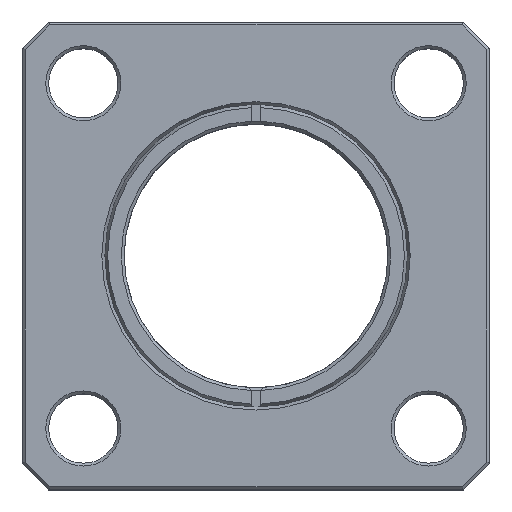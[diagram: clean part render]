
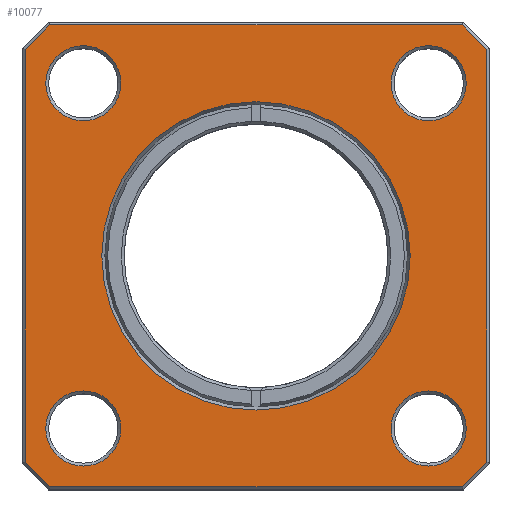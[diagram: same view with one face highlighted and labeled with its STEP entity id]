
A CAD part, top view. The second image highlights one B-rep face of the part: STEP entity #10077.
In plain terms, the highlighted planar face has unit normal (0, 0, 1).
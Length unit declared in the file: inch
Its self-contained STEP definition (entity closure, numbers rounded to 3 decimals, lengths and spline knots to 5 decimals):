
#213=PLANE('',#10769);
#570=FACE_BOUND('',#1664,.T.);
#571=FACE_BOUND('',#1665,.T.);
#572=FACE_BOUND('',#1666,.T.);
#573=FACE_BOUND('',#1667,.T.);
#574=FACE_BOUND('',#1668,.T.);
#1028=FACE_OUTER_BOUND('',#1663,.T.);
#1663=EDGE_LOOP('',(#7008,#7009,#7010,#7011,#7012,#7013,#7014,#7015));
#1664=EDGE_LOOP('',(#7016));
#1665=EDGE_LOOP('',(#7017));
#1666=EDGE_LOOP('',(#7018));
#1667=EDGE_LOOP('',(#7019));
#1668=EDGE_LOOP('',(#7020));
#2428=LINE('',#15433,#3294);
#2429=LINE('',#15435,#3295);
#2430=LINE('',#15437,#3296);
#2431=LINE('',#15439,#3297);
#2432=LINE('',#15441,#3298);
#2433=LINE('',#15443,#3299);
#2434=LINE('',#15445,#3300);
#2435=LINE('',#15446,#3301);
#3294=VECTOR('',#11829,39.37008);
#3295=VECTOR('',#11830,39.37008);
#3296=VECTOR('',#11831,39.37008);
#3297=VECTOR('',#11832,39.37008);
#3298=VECTOR('',#11833,39.37008);
#3299=VECTOR('',#11834,39.37008);
#3300=VECTOR('',#11835,39.37008);
#3301=VECTOR('',#11836,39.37008);
#3979=CIRCLE('',#10654,0.5275);
#3989=CIRCLE('',#10669,0.1285);
#3991=CIRCLE('',#10672,0.1285);
#3993=CIRCLE('',#10675,0.1285);
#3995=CIRCLE('',#10678,0.1285);
#4231=VERTEX_POINT('',#13733);
#4241=VERTEX_POINT('',#13763);
#4243=VERTEX_POINT('',#13769);
#4245=VERTEX_POINT('',#13775);
#4247=VERTEX_POINT('',#13781);
#4530=VERTEX_POINT('',#15431);
#4531=VERTEX_POINT('',#15432);
#4532=VERTEX_POINT('',#15434);
#4533=VERTEX_POINT('',#15436);
#4534=VERTEX_POINT('',#15438);
#4535=VERTEX_POINT('',#15440);
#4536=VERTEX_POINT('',#15442);
#4537=VERTEX_POINT('',#15444);
#5131=EDGE_CURVE('',#4231,#4231,#3979,.T.);
#5146=EDGE_CURVE('',#4241,#4241,#3989,.T.);
#5149=EDGE_CURVE('',#4243,#4243,#3991,.T.);
#5152=EDGE_CURVE('',#4245,#4245,#3993,.T.);
#5155=EDGE_CURVE('',#4247,#4247,#3995,.T.);
#5475=EDGE_CURVE('',#4530,#4531,#2428,.T.);
#5476=EDGE_CURVE('',#4531,#4532,#2429,.T.);
#5477=EDGE_CURVE('',#4532,#4533,#2430,.T.);
#5478=EDGE_CURVE('',#4533,#4534,#2431,.T.);
#5479=EDGE_CURVE('',#4534,#4535,#2432,.T.);
#5480=EDGE_CURVE('',#4535,#4536,#2433,.T.);
#5481=EDGE_CURVE('',#4536,#4537,#2434,.T.);
#5482=EDGE_CURVE('',#4537,#4530,#2435,.T.);
#7008=ORIENTED_EDGE('',*,*,#5475,.T.);
#7009=ORIENTED_EDGE('',*,*,#5476,.T.);
#7010=ORIENTED_EDGE('',*,*,#5477,.T.);
#7011=ORIENTED_EDGE('',*,*,#5478,.T.);
#7012=ORIENTED_EDGE('',*,*,#5479,.T.);
#7013=ORIENTED_EDGE('',*,*,#5480,.T.);
#7014=ORIENTED_EDGE('',*,*,#5481,.T.);
#7015=ORIENTED_EDGE('',*,*,#5482,.T.);
#7016=ORIENTED_EDGE('',*,*,#5155,.T.);
#7017=ORIENTED_EDGE('',*,*,#5152,.T.);
#7018=ORIENTED_EDGE('',*,*,#5149,.T.);
#7019=ORIENTED_EDGE('',*,*,#5146,.T.);
#7020=ORIENTED_EDGE('',*,*,#5131,.T.);
#10077=ADVANCED_FACE('',(#1028,#570,#571,#572,#573,#574),#213,.T.);
#10654=AXIS2_PLACEMENT_3D('',#13735,#11413,#11414);
#10669=AXIS2_PLACEMENT_3D('',#13765,#11448,#11449);
#10672=AXIS2_PLACEMENT_3D('',#13771,#11455,#11456);
#10675=AXIS2_PLACEMENT_3D('',#13777,#11462,#11463);
#10678=AXIS2_PLACEMENT_3D('',#13783,#11469,#11470);
#10769=AXIS2_PLACEMENT_3D('',#15430,#11827,#11828);
#11413=DIRECTION('center_axis',(0.,0.,-1.));
#11414=DIRECTION('ref_axis',(1.,0.,0.));
#11448=DIRECTION('center_axis',(0.,0.,-1.));
#11449=DIRECTION('ref_axis',(1.,0.,0.));
#11455=DIRECTION('center_axis',(0.,0.,-1.));
#11456=DIRECTION('ref_axis',(1.,0.,0.));
#11462=DIRECTION('center_axis',(0.,0.,-1.));
#11463=DIRECTION('ref_axis',(1.,0.,0.));
#11469=DIRECTION('center_axis',(0.,0.,-1.));
#11470=DIRECTION('ref_axis',(1.,0.,0.));
#11827=DIRECTION('center_axis',(0.,0.,1.));
#11828=DIRECTION('ref_axis',(1.,0.,0.));
#11829=DIRECTION('',(0.,1.,0.));
#11830=DIRECTION('',(-0.707,0.707,0.));
#11831=DIRECTION('',(-1.,0.,0.));
#11832=DIRECTION('',(-0.707,-0.707,0.));
#11833=DIRECTION('',(0.,-1.,0.));
#11834=DIRECTION('',(0.707,-0.707,0.));
#11835=DIRECTION('',(1.,0.,0.));
#11836=DIRECTION('',(0.707,0.707,0.));
#13733=CARTESIAN_POINT('',(-0.5275,0.,0.25));
#13735=CARTESIAN_POINT('Origin',(0.,0.,
0.25));
#13763=CARTESIAN_POINT('',(0.46205,-0.59055,0.25));
#13765=CARTESIAN_POINT('Origin',(0.59055,-0.59055,0.25));
#13769=CARTESIAN_POINT('',(-0.71905,-0.59055,0.25));
#13771=CARTESIAN_POINT('Origin',(-0.59055,-0.59055,
0.25));
#13775=CARTESIAN_POINT('',(0.46205,0.59055,0.25));
#13777=CARTESIAN_POINT('Origin',(0.59055,0.59055,0.25));
#13781=CARTESIAN_POINT('',(-0.71905,0.59055,0.25));
#13783=CARTESIAN_POINT('Origin',(-0.59055,0.59055,0.25));
#15430=CARTESIAN_POINT('Origin',(0.,0.,0.25));
#15431=CARTESIAN_POINT('',(0.79,-0.70586,0.25));
#15432=CARTESIAN_POINT('',(0.79,0.70586,0.25));
#15433=CARTESIAN_POINT('',(0.79,0.,0.25));
#15434=CARTESIAN_POINT('',(0.70586,0.79,0.25));
#15435=CARTESIAN_POINT('',(0.74793,0.74793,0.25));
#15436=CARTESIAN_POINT('',(-0.70586,0.79,0.25));
#15437=CARTESIAN_POINT('',(0.,0.79,0.25));
#15438=CARTESIAN_POINT('',(-0.79,0.70586,0.25));
#15439=CARTESIAN_POINT('',(-0.74793,0.74793,0.25));
#15440=CARTESIAN_POINT('',(-0.79,-0.70586,0.25));
#15441=CARTESIAN_POINT('',(-0.79,-0.71,0.25));
#15442=CARTESIAN_POINT('',(-0.70586,-0.79,0.25));
#15443=CARTESIAN_POINT('',(-0.70293,-0.79293,0.25));
#15444=CARTESIAN_POINT('',(0.70586,-0.79,0.25));
#15445=CARTESIAN_POINT('',(0.71,-0.79,0.25));
#15446=CARTESIAN_POINT('',(0.79293,-0.70293,0.25));
